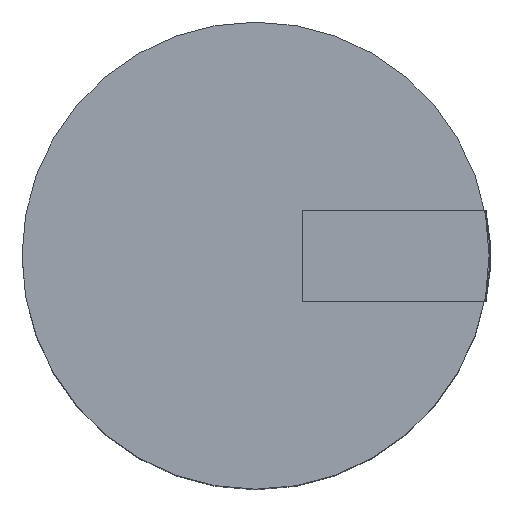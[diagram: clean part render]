
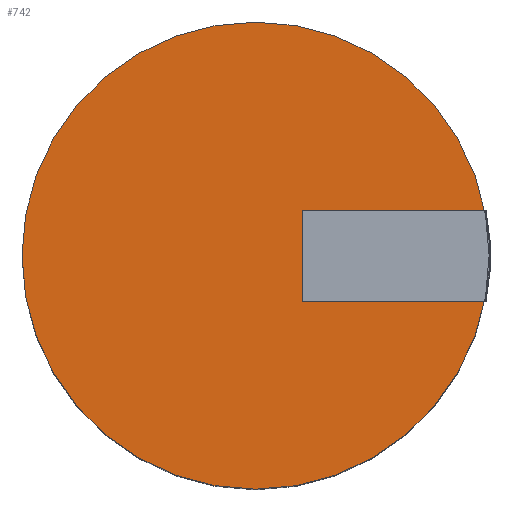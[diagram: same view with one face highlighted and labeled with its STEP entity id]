
A CAD part, top view. The second image highlights one B-rep face of the part: STEP entity #742.
In plain terms, the highlighted planar face has unit normal (0, 0, 1).
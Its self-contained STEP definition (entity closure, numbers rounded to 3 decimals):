
#526=PLANE('',#765);
#538=CIRCLE('',#763,5.994);
#551=VERTEX_POINT('',#883);
#554=VERTEX_POINT('',#888);
#614=EDGE_CURVE('',#554,#551,#538,.T.);
#615=EDGE_CURVE('',#551,#554,#538,.T.);
#662=ORIENTED_EDGE('',*,*,#614,.T.);
#663=ORIENTED_EDGE('',*,*,#615,.T.);
#708=EDGE_LOOP('',(#662,#663));
#725=FACE_BOUND('',#708,.T.);
#742=ADVANCED_FACE('',(#725),#526,.T.);
#763=AXIS2_PLACEMENT_3D('',#887,#809,#810);
#765=AXIS2_PLACEMENT_3D('',#890,#812,$);
#809=DIRECTION('',(0.,0.,1.));
#810=DIRECTION('',(5.994,0.,0.));
#812=DIRECTION('',(0.,0.,1.));
#883=CARTESIAN_POINT('',(9.794,0.,9.5));
#887=CARTESIAN_POINT('',(3.8,0.,9.5));
#888=CARTESIAN_POINT('',(-2.194,0.,9.5));
#890=CARTESIAN_POINT('',(3.8,0.,9.5));
